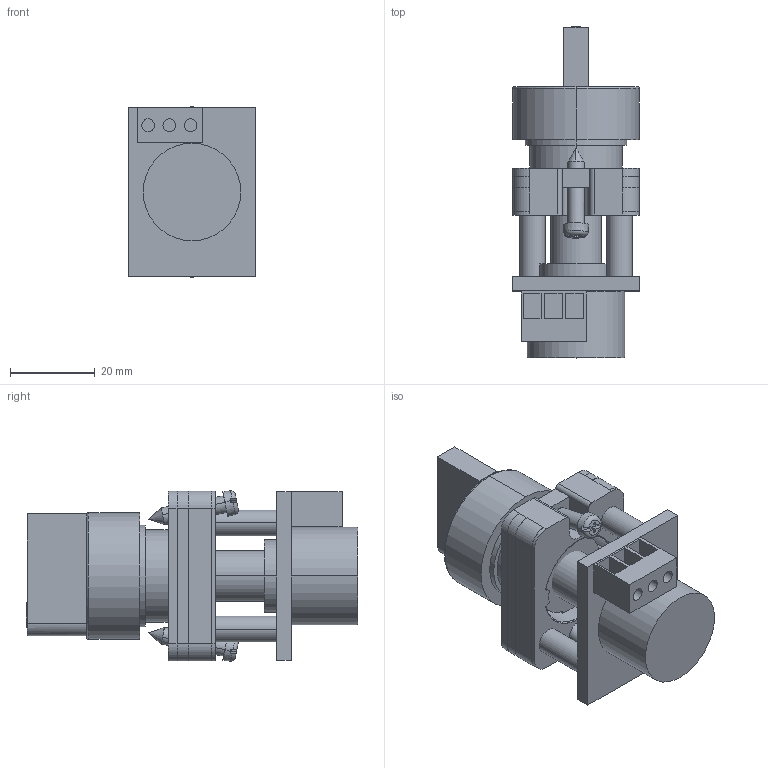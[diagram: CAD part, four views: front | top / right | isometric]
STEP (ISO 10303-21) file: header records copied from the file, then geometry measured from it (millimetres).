
FILE_DESCRIPTION (( 'STEP AP214' ), '1' );
FILE_NAME ('ECX2300-10K.step', '2016-06-20T20:53:09', ( '' ), ( '' ), 'SwSTEP 2.0', 'SolidWorks 2016', '' );
FILE_SCHEMA (( 'AUTOMOTIVE_DESIGN' ));
Length unit declared in the file: inch
Products named in the file (3): ECX2300-10K; GCX2300-10K OPERATOR; ECX2300-10K POT
Assembly tree (2 placements, depth 2):
  ECX2300-10K
    ECX2300-10K POT
    GCX2300-10K OPERATOR
Bounding box: 29.91 x 78.25 x 40.16 mm (x, y, z)
Volume: 35512.2 mm3; surface area: 22688.9 mm2
Topology: 12 solids, 12 shells, 358 faces, 939 edges, 620 vertices
Faces by surface type: plane 194, cylinder 141, cone 15, torus 8
Entity records: 11763 total; most frequent: CARTESIAN_POINT 2114, DIRECTION 1963, ORIENTED_EDGE 1870, EDGE_CURVE 935, AXIS2_PLACEMENT_3D 705, VERTEX_POINT 620, VECTOR 553, LINE 553
